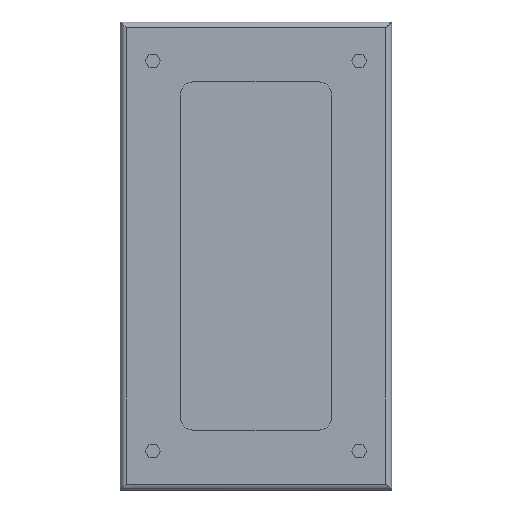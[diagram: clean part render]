
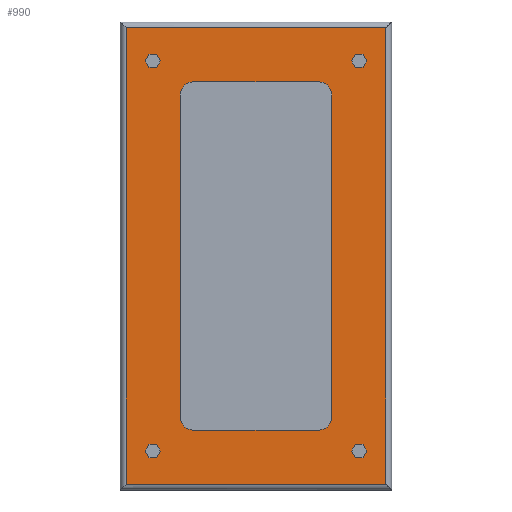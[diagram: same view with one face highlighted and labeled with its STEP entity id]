
A CAD part, top view. The second image highlights one B-rep face of the part: STEP entity #990.
In plain terms, the highlighted planar face has unit normal (0, 0, 1).
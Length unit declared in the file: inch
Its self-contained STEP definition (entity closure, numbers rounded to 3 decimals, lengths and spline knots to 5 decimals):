
#23 = EDGE_CURVE ( 'NONE', #32, #32, #460, .T. ) ;
#32 = VERTEX_POINT ( 'NONE', #512 ) ;
#35 = ORIENTED_EDGE ( 'NONE', *, *, #2271, .T. ) ;
#62 = DIRECTION ( 'NONE',  ( 1., 0., 0. ) ) ;
#75 = CARTESIAN_POINT ( 'NONE',  ( 1.175, -3.275, 0.2095 ) ) ;
#108 = VECTOR ( 'NONE', #3222, 39.37008 ) ;
#128 = DIRECTION ( 'NONE',  ( 0., 0., 1. ) ) ;
#132 = AXIS2_PLACEMENT_3D ( 'NONE', #566, #128, #1851 ) ;
#153 = CARTESIAN_POINT ( 'NONE',  ( 1.425, 3.025, 0.2095 ) ) ;
#175 = VERTEX_POINT ( 'NONE', #2673 ) ;
#201 = CARTESIAN_POINT ( 'NONE',  ( 2.43819, 4.4, 0.2095 ) ) ;
#202 = VECTOR ( 'NONE', #521, 39.37008 ) ;
#242 = CARTESIAN_POINT ( 'NONE',  ( 2.43819, 4.28819, 0.2095 ) ) ;
#254 = ORIENTED_EDGE ( 'NONE', *, *, #2887, .F. ) ;
#256 = CARTESIAN_POINT ( 'NONE',  ( 2.55, -4.28819, 0.2095 ) ) ;
#353 = EDGE_LOOP ( 'NONE', ( #2798 ) ) ;
#402 = DIRECTION ( 'NONE',  ( 0., 0., 1. ) ) ;
#431 = AXIS2_PLACEMENT_3D ( 'NONE', #1700, #937, #1730 ) ;
#460 = CIRCLE ( 'NONE', #2295, 0.10669 ) ;
#477 = DIRECTION ( 'NONE',  ( 1., 0., 0. ) ) ;
#500 = LINE ( 'NONE', #2765, #202 ) ;
#512 = CARTESIAN_POINT ( 'NONE',  ( -1.83386, -3.66969, 0.2095 ) ) ;
#521 = DIRECTION ( 'NONE',  ( 0., -1., 0. ) ) ;
#531 = EDGE_CURVE ( 'NONE', #2301, #2301, #3116, .T. ) ;
#536 = CARTESIAN_POINT ( 'NONE',  ( -2.55, 4.28819, 0.2095 ) ) ;
#564 = DIRECTION ( 'NONE',  ( 0., 0., 1. ) ) ;
#566 = CARTESIAN_POINT ( 'NONE',  ( 1.94055, 3.66969, 0.2095 ) ) ;
#599 = VERTEX_POINT ( 'NONE', #1087 ) ;
#610 = CARTESIAN_POINT ( 'NONE',  ( -1.425, 3.025, 0.2095 ) ) ;
#633 = FACE_BOUND ( 'NONE', #2082, .T. ) ;
#646 = DIRECTION ( 'NONE',  ( 1., 0., 0. ) ) ;
#667 = EDGE_CURVE ( 'NONE', #1263, #1263, #2368, .T. ) ;
#674 = ORIENTED_EDGE ( 'NONE', *, *, #861, .F. ) ;
#685 = ORIENTED_EDGE ( 'NONE', *, *, #667, .F. ) ;
#700 = LINE ( 'NONE', #2471, #1328 ) ;
#707 = DIRECTION ( 'NONE',  ( 1., 0., 0. ) ) ;
#716 = FACE_BOUND ( 'NONE', #1848, .T. ) ;
#724 = VERTEX_POINT ( 'NONE', #75 ) ;
#754 = LINE ( 'NONE', #256, #1792 ) ;
#823 = CARTESIAN_POINT ( 'NONE',  ( -1.175, 3.025, 0.2095 ) ) ;
#825 = AXIS2_PLACEMENT_3D ( 'NONE', #823, #564, #2066 ) ;
#841 = EDGE_CURVE ( 'NONE', #1938, #3104, #754, .T. ) ;
#861 = EDGE_CURVE ( 'NONE', #898, #1279, #3046, .T. ) ;
#879 = CARTESIAN_POINT ( 'NONE',  ( -1.175, -3.275, 0.2095 ) ) ;
#881 = FACE_BOUND ( 'NONE', #2947, .T. ) ;
#889 = LINE ( 'NONE', #610, #897 ) ;
#891 = VECTOR ( 'NONE', #2561, 39.37008 ) ;
#897 = VECTOR ( 'NONE', #1361, 39.37008 ) ;
#898 = VERTEX_POINT ( 'NONE', #3123 ) ;
#903 = LINE ( 'NONE', #3185, #108 ) ;
#937 = DIRECTION ( 'NONE',  ( 0., 0., 1. ) ) ;
#949 = VERTEX_POINT ( 'NONE', #2157 ) ;
#990 = ADVANCED_FACE ( 'NONE', ( #2119, #881, #1878, #633, #2693, #716 ), #2487, .T. ) ;
#1002 = EDGE_CURVE ( 'NONE', #2937, #724, #700, .T. ) ;
#1087 = CARTESIAN_POINT ( 'NONE',  ( -1.425, -3.025, 0.2095 ) ) ;
#1090 = CARTESIAN_POINT ( 'NONE',  ( -1.175, -3.025, 0.2095 ) ) ;
#1106 = EDGE_CURVE ( 'NONE', #599, #2937, #2569, .T. ) ;
#1123 = ORIENTED_EDGE ( 'NONE', *, *, #23, .F. ) ;
#1144 = DIRECTION ( 'NONE',  ( 0., 1., 0. ) ) ;
#1183 = EDGE_CURVE ( 'NONE', #175, #599, #889, .T. ) ;
#1191 = DIRECTION ( 'NONE',  ( 0., 0., 1. ) ) ;
#1197 = DIRECTION ( 'NONE',  ( 0., 1., 0. ) ) ;
#1263 = VERTEX_POINT ( 'NONE', #2281 ) ;
#1279 = VERTEX_POINT ( 'NONE', #2189 ) ;
#1281 = EDGE_CURVE ( 'NONE', #1279, #1631, #903, .T. ) ;
#1307 = ORIENTED_EDGE ( 'NONE', *, *, #1106, .F. ) ;
#1317 = CARTESIAN_POINT ( 'NONE',  ( -1.94055, -3.66969, 0.2095 ) ) ;
#1318 = EDGE_CURVE ( 'NONE', #2013, #2013, #1580, .T. ) ;
#1328 = VECTOR ( 'NONE', #477, 39.37008 ) ;
#1361 = DIRECTION ( 'NONE',  ( 0., -1., 0. ) ) ;
#1363 = DIRECTION ( 'NONE',  ( 0., 0., 1. ) ) ;
#1399 = DIRECTION ( 'NONE',  ( 1., 0., 0. ) ) ;
#1401 = CARTESIAN_POINT ( 'NONE',  ( 1.175, 3.025, 0.2095 ) ) ;
#1426 = DIRECTION ( 'NONE',  ( 0., 0., 1. ) ) ;
#1507 = CARTESIAN_POINT ( 'NONE',  ( 2.04724, 3.66969, 0.2095 ) ) ;
#1523 = ORIENTED_EDGE ( 'NONE', *, *, #1002, .F. ) ;
#1566 = EDGE_CURVE ( 'NONE', #1631, #175, #2811, .T. ) ;
#1577 = LINE ( 'NONE', #536, #891 ) ;
#1580 = CIRCLE ( 'NONE', #431, 0.10669 ) ;
#1622 = EDGE_CURVE ( 'NONE', #724, #1647, #2599, .T. ) ;
#1631 = VERTEX_POINT ( 'NONE', #2692 ) ;
#1647 = VERTEX_POINT ( 'NONE', #2405 ) ;
#1650 = DIRECTION ( 'NONE',  ( 1., 0., 0. ) ) ;
#1691 = LINE ( 'NONE', #201, #2826 ) ;
#1700 = CARTESIAN_POINT ( 'NONE',  ( -1.94055, 3.66969, 0.2095 ) ) ;
#1705 = DIRECTION ( 'NONE',  ( 1., 0., 0. ) ) ;
#1727 = EDGE_LOOP ( 'NONE', ( #1123 ) ) ;
#1729 = CARTESIAN_POINT ( 'NONE',  ( -2.43819, -4.28819, 0.2095 ) ) ;
#1730 = DIRECTION ( 'NONE',  ( 1., 0., 0. ) ) ;
#1734 = CARTESIAN_POINT ( 'NONE',  ( 2.43819, -4.28819, 0.2095 ) ) ;
#1785 = CARTESIAN_POINT ( 'NONE',  ( -1.83386, 3.66969, 0.2095 ) ) ;
#1792 = VECTOR ( 'NONE', #62, 39.37008 ) ;
#1848 = EDGE_LOOP ( 'NONE', ( #2202 ) ) ;
#1851 = DIRECTION ( 'NONE',  ( 1., 0., 0. ) ) ;
#1871 = AXIS2_PLACEMENT_3D ( 'NONE', #1946, #1191, #1399 ) ;
#1878 = FACE_BOUND ( 'NONE', #1727, .T. ) ;
#1887 = DIRECTION ( 'NONE',  ( 0., 0., 1. ) ) ;
#1938 = VERTEX_POINT ( 'NONE', #1729 ) ;
#1946 = CARTESIAN_POINT ( 'NONE',  ( 1.175, -3.025, 0.2095 ) ) ;
#2013 = VERTEX_POINT ( 'NONE', #1785 ) ;
#2053 = AXIS2_PLACEMENT_3D ( 'NONE', #1401, #402, #1650 ) ;
#2066 = DIRECTION ( 'NONE',  ( 1., 0., 0. ) ) ;
#2082 = EDGE_LOOP ( 'NONE', ( #685 ) ) ;
#2119 = FACE_OUTER_BOUND ( 'NONE', #2857, .T. ) ;
#2157 = CARTESIAN_POINT ( 'NONE',  ( -2.43819, 4.28819, 0.2095 ) ) ;
#2189 = CARTESIAN_POINT ( 'NONE',  ( 1.175, 3.275, 0.2095 ) ) ;
#2202 = ORIENTED_EDGE ( 'NONE', *, *, #1318, .F. ) ;
#2252 = EDGE_CURVE ( 'NONE', #3104, #2818, #1691, .T. ) ;
#2263 = ORIENTED_EDGE ( 'NONE', *, *, #841, .T. ) ;
#2271 = EDGE_CURVE ( 'NONE', #2818, #949, #1577, .T. ) ;
#2281 = CARTESIAN_POINT ( 'NONE',  ( 2.04724, -3.66969, 0.2095 ) ) ;
#2295 = AXIS2_PLACEMENT_3D ( 'NONE', #1317, #1363, #2827 ) ;
#2301 = VERTEX_POINT ( 'NONE', #1507 ) ;
#2328 = AXIS2_PLACEMENT_3D ( 'NONE', #3171, #2424, #1705 ) ;
#2368 = CIRCLE ( 'NONE', #3050, 0.10669 ) ;
#2386 = VECTOR ( 'NONE', #1144, 39.37008 ) ;
#2402 = ORIENTED_EDGE ( 'NONE', *, *, #1566, .F. ) ;
#2405 = CARTESIAN_POINT ( 'NONE',  ( 1.425, -3.025, 0.2095 ) ) ;
#2424 = DIRECTION ( 'NONE',  ( 0., 0., 1. ) ) ;
#2426 = ORIENTED_EDGE ( 'NONE', *, *, #3061, .T. ) ;
#2435 = LINE ( 'NONE', #153, #2386 ) ;
#2471 = CARTESIAN_POINT ( 'NONE',  ( -1.175, -3.275, 0.2095 ) ) ;
#2472 = ORIENTED_EDGE ( 'NONE', *, *, #1183, .F. ) ;
#2487 = PLANE ( 'NONE',  #2328 ) ;
#2561 = DIRECTION ( 'NONE',  ( -1., 0., 0. ) ) ;
#2564 = ORIENTED_EDGE ( 'NONE', *, *, #1281, .F. ) ;
#2569 = CIRCLE ( 'NONE', #2832, 0.25 ) ;
#2599 = CIRCLE ( 'NONE', #1871, 0.25 ) ;
#2649 = ORIENTED_EDGE ( 'NONE', *, *, #1622, .F. ) ;
#2673 = CARTESIAN_POINT ( 'NONE',  ( -1.425, 3.025, 0.2095 ) ) ;
#2692 = CARTESIAN_POINT ( 'NONE',  ( -1.175, 3.275, 0.2095 ) ) ;
#2693 = FACE_BOUND ( 'NONE', #353, .T. ) ;
#2765 = CARTESIAN_POINT ( 'NONE',  ( -2.43819, -4.4, 0.2095 ) ) ;
#2798 = ORIENTED_EDGE ( 'NONE', *, *, #531, .F. ) ;
#2811 = CIRCLE ( 'NONE', #825, 0.25 ) ;
#2818 = VERTEX_POINT ( 'NONE', #242 ) ;
#2826 = VECTOR ( 'NONE', #1197, 39.37008 ) ;
#2827 = DIRECTION ( 'NONE',  ( 1., 0., 0. ) ) ;
#2832 = AXIS2_PLACEMENT_3D ( 'NONE', #1090, #1887, #646 ) ;
#2857 = EDGE_LOOP ( 'NONE', ( #2426, #2263, #2891, #35 ) ) ;
#2887 = EDGE_CURVE ( 'NONE', #1647, #898, #2435, .T. ) ;
#2891 = ORIENTED_EDGE ( 'NONE', *, *, #2252, .T. ) ;
#2937 = VERTEX_POINT ( 'NONE', #879 ) ;
#2947 = EDGE_LOOP ( 'NONE', ( #1307, #2472, #2402, #2564, #674, #254, #2649, #1523 ) ) ;
#2948 = CARTESIAN_POINT ( 'NONE',  ( 1.94055, -3.66969, 0.2095 ) ) ;
#3046 = CIRCLE ( 'NONE', #2053, 0.25 ) ;
#3050 = AXIS2_PLACEMENT_3D ( 'NONE', #2948, #1426, #707 ) ;
#3061 = EDGE_CURVE ( 'NONE', #949, #1938, #500, .T. ) ;
#3104 = VERTEX_POINT ( 'NONE', #1734 ) ;
#3116 = CIRCLE ( 'NONE', #132, 0.10669 ) ;
#3123 = CARTESIAN_POINT ( 'NONE',  ( 1.425, 3.025, 0.2095 ) ) ;
#3171 = CARTESIAN_POINT ( 'NONE',  ( 0., 0., 0.2095 ) ) ;
#3185 = CARTESIAN_POINT ( 'NONE',  ( -1.175, 3.275, 0.2095 ) ) ;
#3222 = DIRECTION ( 'NONE',  ( -1., 0., 0. ) ) ;
